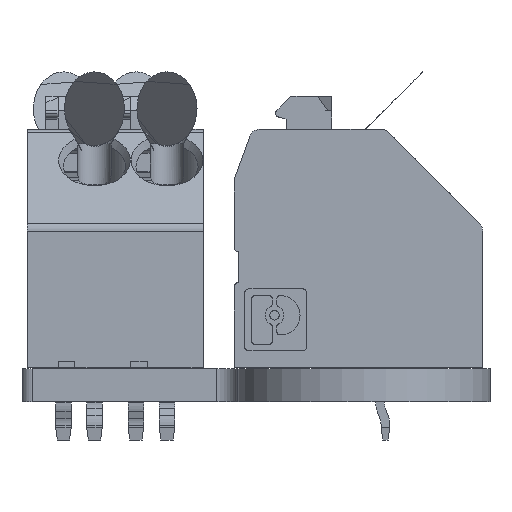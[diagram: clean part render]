
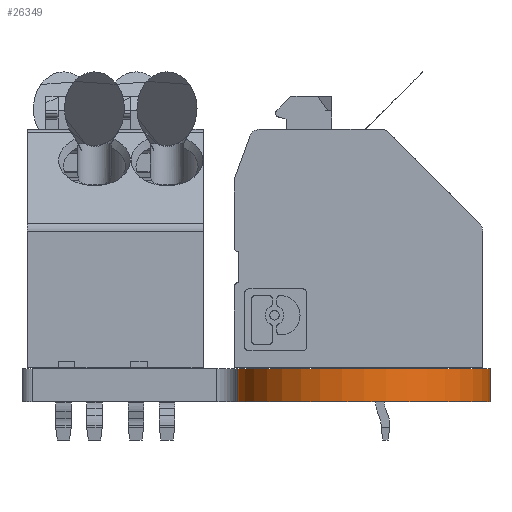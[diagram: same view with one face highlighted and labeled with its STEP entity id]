
A CAD part, left-side view. The second image highlights one B-rep face of the part: STEP entity #26349.
In plain terms, the highlighted cylindrical face has radius 6.1 mm (diameter 12.2 mm), a partial arc.
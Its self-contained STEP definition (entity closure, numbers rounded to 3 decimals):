
#24376 = PLANE('',#24377);
#24377 = AXIS2_PLACEMENT_3D('',#24378,#24379,#24380);
#24378 = CARTESIAN_POINT('',(0.,-0.725,1.6));
#24379 = DIRECTION('',(0.,0.,1.));
#24380 = DIRECTION('',(1.,0.,-0.));
#24430 = PLANE('',#24431);
#24431 = AXIS2_PLACEMENT_3D('',#24432,#24433,#24434);
#24432 = CARTESIAN_POINT('',(0.,-0.725,0.));
#24433 = DIRECTION('',(0.,0.,1.));
#24434 = DIRECTION('',(1.,0.,-0.));
#24627 = VERTEX_POINT('',#24628);
#24628 = CARTESIAN_POINT('',(-17.,0.9,0.));
#24643 = CYLINDRICAL_SURFACE('',#24644,1.);
#24644 = AXIS2_PLACEMENT_3D('',#24645,#24646,#24647);
#24645 = CARTESIAN_POINT('',(-17.,1.9,0.));
#24646 = DIRECTION('',(-0.,-0.,-1.));
#24647 = DIRECTION('',(1.,0.,-0.));
#24655 = EDGE_CURVE('',#24627,#24656,#24658,.T.);
#24656 = VERTEX_POINT('',#24657);
#24657 = CARTESIAN_POINT('',(-17.,-11.3,0.));
#24658 = SURFACE_CURVE('',#24659,(#24664,#24671),.PCURVE_S1.);
#24659 = CIRCLE('',#24660,6.1);
#24660 = AXIS2_PLACEMENT_3D('',#24661,#24662,#24663);
#24661 = CARTESIAN_POINT('',(-17.,-5.2,0.));
#24662 = DIRECTION('',(0.,0.,1.));
#24663 = DIRECTION('',(1.,0.,-0.));
#24664 = PCURVE('',#24430,#24665);
#24665 = DEFINITIONAL_REPRESENTATION('',(#24666),#24670);
#24666 = CIRCLE('',#24667,6.1);
#24667 = AXIS2_PLACEMENT_2D('',#24668,#24669);
#24668 = CARTESIAN_POINT('',(-17.,-4.475));
#24669 = DIRECTION('',(1.,0.));
#24670 = ( GEOMETRIC_REPRESENTATION_CONTEXT(2) 
PARAMETRIC_REPRESENTATION_CONTEXT() REPRESENTATION_CONTEXT('2D SPACE',''
  ) );
#24671 = PCURVE('',#24672,#24677);
#24672 = CYLINDRICAL_SURFACE('',#24673,6.1);
#24673 = AXIS2_PLACEMENT_3D('',#24674,#24675,#24676);
#24674 = CARTESIAN_POINT('',(-17.,-5.2,0.));
#24675 = DIRECTION('',(-0.,-0.,-1.));
#24676 = DIRECTION('',(1.,0.,-0.));
#24677 = DEFINITIONAL_REPRESENTATION('',(#24678),#24682);
#24678 = LINE('',#24679,#24680);
#24679 = CARTESIAN_POINT('',(-0.,0.));
#24680 = VECTOR('',#24681,1.);
#24681 = DIRECTION('',(-1.,0.));
#24682 = ( GEOMETRIC_REPRESENTATION_CONTEXT(2) 
PARAMETRIC_REPRESENTATION_CONTEXT() REPRESENTATION_CONTEXT('2D SPACE',''
  ) );
#24700 = PLANE('',#24701);
#24701 = AXIS2_PLACEMENT_3D('',#24702,#24703,#24704);
#24702 = CARTESIAN_POINT('',(-17.,-11.3,0.));
#24703 = DIRECTION('',(0.,1.,0.));
#24704 = DIRECTION('',(1.,0.,0.));
#25503 = VERTEX_POINT('',#25504);
#25504 = CARTESIAN_POINT('',(-17.,0.9,1.6));
#25526 = EDGE_CURVE('',#25503,#25527,#25529,.T.);
#25527 = VERTEX_POINT('',#25528);
#25528 = CARTESIAN_POINT('',(-17.,-11.3,1.6));
#25529 = SURFACE_CURVE('',#25530,(#25535,#25542),.PCURVE_S1.);
#25530 = CIRCLE('',#25531,6.1);
#25531 = AXIS2_PLACEMENT_3D('',#25532,#25533,#25534);
#25532 = CARTESIAN_POINT('',(-17.,-5.2,1.6));
#25533 = DIRECTION('',(0.,0.,1.));
#25534 = DIRECTION('',(1.,0.,-0.));
#25535 = PCURVE('',#24376,#25536);
#25536 = DEFINITIONAL_REPRESENTATION('',(#25537),#25541);
#25537 = CIRCLE('',#25538,6.1);
#25538 = AXIS2_PLACEMENT_2D('',#25539,#25540);
#25539 = CARTESIAN_POINT('',(-17.,-4.475));
#25540 = DIRECTION('',(1.,0.));
#25541 = ( GEOMETRIC_REPRESENTATION_CONTEXT(2) 
PARAMETRIC_REPRESENTATION_CONTEXT() REPRESENTATION_CONTEXT('2D SPACE',''
  ) );
#25542 = PCURVE('',#24672,#25543);
#25543 = DEFINITIONAL_REPRESENTATION('',(#25544),#25548);
#25544 = LINE('',#25545,#25546);
#25545 = CARTESIAN_POINT('',(-0.,-1.6));
#25546 = VECTOR('',#25547,1.);
#25547 = DIRECTION('',(-1.,0.));
#25548 = ( GEOMETRIC_REPRESENTATION_CONTEXT(2) 
PARAMETRIC_REPRESENTATION_CONTEXT() REPRESENTATION_CONTEXT('2D SPACE',''
  ) );
#26299 = EDGE_CURVE('',#24627,#25503,#26300,.T.);
#26300 = SURFACE_CURVE('',#26301,(#26305,#26312),.PCURVE_S1.);
#26301 = LINE('',#26302,#26303);
#26302 = CARTESIAN_POINT('',(-17.,0.9,0.));
#26303 = VECTOR('',#26304,1.);
#26304 = DIRECTION('',(0.,0.,1.));
#26305 = PCURVE('',#24643,#26306);
#26306 = DEFINITIONAL_REPRESENTATION('',(#26307),#26311);
#26307 = LINE('',#26308,#26309);
#26308 = CARTESIAN_POINT('',(-4.712,0.));
#26309 = VECTOR('',#26310,1.);
#26310 = DIRECTION('',(-0.,-1.));
#26311 = ( GEOMETRIC_REPRESENTATION_CONTEXT(2) 
PARAMETRIC_REPRESENTATION_CONTEXT() REPRESENTATION_CONTEXT('2D SPACE',''
  ) );
#26312 = PCURVE('',#24672,#26313);
#26313 = DEFINITIONAL_REPRESENTATION('',(#26314),#26318);
#26314 = LINE('',#26315,#26316);
#26315 = CARTESIAN_POINT('',(-1.571,0.));
#26316 = VECTOR('',#26317,1.);
#26317 = DIRECTION('',(-0.,-1.));
#26318 = ( GEOMETRIC_REPRESENTATION_CONTEXT(2) 
PARAMETRIC_REPRESENTATION_CONTEXT() REPRESENTATION_CONTEXT('2D SPACE',''
  ) );
#26349 = ADVANCED_FACE('',(#26350),#24672,.T.);
#26350 = FACE_BOUND('',#26351,.F.);
#26351 = EDGE_LOOP('',(#26352,#26353,#26354,#26375));
#26352 = ORIENTED_EDGE('',*,*,#26299,.T.);
#26353 = ORIENTED_EDGE('',*,*,#25526,.T.);
#26354 = ORIENTED_EDGE('',*,*,#26355,.F.);
#26355 = EDGE_CURVE('',#24656,#25527,#26356,.T.);
#26356 = SURFACE_CURVE('',#26357,(#26361,#26368),.PCURVE_S1.);
#26357 = LINE('',#26358,#26359);
#26358 = CARTESIAN_POINT('',(-17.,-11.3,0.));
#26359 = VECTOR('',#26360,1.);
#26360 = DIRECTION('',(0.,0.,1.));
#26361 = PCURVE('',#24672,#26362);
#26362 = DEFINITIONAL_REPRESENTATION('',(#26363),#26367);
#26363 = LINE('',#26364,#26365);
#26364 = CARTESIAN_POINT('',(-4.712,0.));
#26365 = VECTOR('',#26366,1.);
#26366 = DIRECTION('',(-0.,-1.));
#26367 = ( GEOMETRIC_REPRESENTATION_CONTEXT(2) 
PARAMETRIC_REPRESENTATION_CONTEXT() REPRESENTATION_CONTEXT('2D SPACE',''
  ) );
#26368 = PCURVE('',#24700,#26369);
#26369 = DEFINITIONAL_REPRESENTATION('',(#26370),#26374);
#26370 = LINE('',#26371,#26372);
#26371 = CARTESIAN_POINT('',(0.,0.));
#26372 = VECTOR('',#26373,1.);
#26373 = DIRECTION('',(0.,-1.));
#26374 = ( GEOMETRIC_REPRESENTATION_CONTEXT(2) 
PARAMETRIC_REPRESENTATION_CONTEXT() REPRESENTATION_CONTEXT('2D SPACE',''
  ) );
#26375 = ORIENTED_EDGE('',*,*,#24655,.F.);
